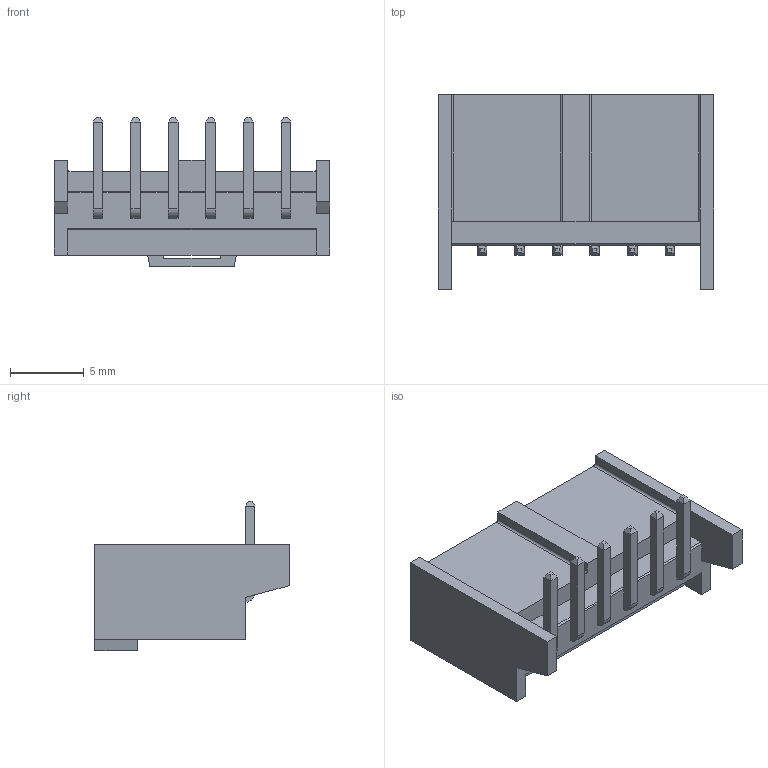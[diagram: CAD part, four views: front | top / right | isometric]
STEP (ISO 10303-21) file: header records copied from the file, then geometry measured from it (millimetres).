
FILE_DESCRIPTION(('STEP AP242'),'1');
FILE_NAME('0901362206.stp','2025-01-06T10:35:10',('TraceParts'),('TraceParts S.A.'),'Spatial InterOp 3D',' ',' ');
FILE_SCHEMA(('AP242_MANAGED_MODEL_BASED_3D_ENGINEERING_MIM_LF {1 0 10303 442 1 1 4}'));
Length unit declared in the file: millimetre
Products named in the file (1): 0901362206_1
Bounding box: 18.59 x 13.14 x 10.11 mm (x, y, z)
Volume: 565.1 mm3; surface area: 1302.1 mm2
Topology: 1 solids, 1 shells, 169 faces, 430 edges, 280 vertices
Faces by surface type: plane 159, cylinder 10
Entity records: 4950 total; most frequent: CARTESIAN_POINT 857, ORIENTED_EDGE 836, DIRECTION 804, EDGE_CURVE 418, LINE 398, VECTOR 398, VERTEX_POINT 256, AXIS2_PLACEMENT_3D 203
